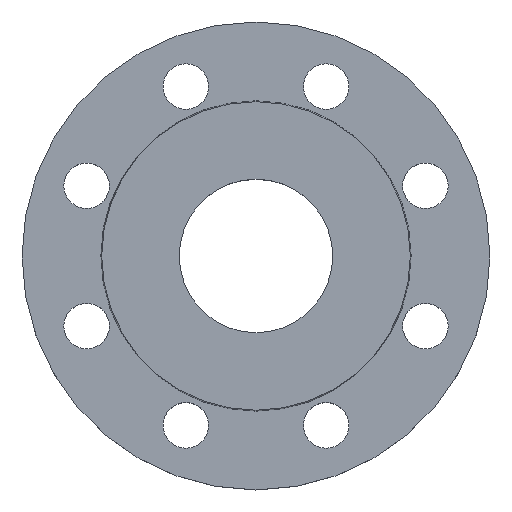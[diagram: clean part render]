
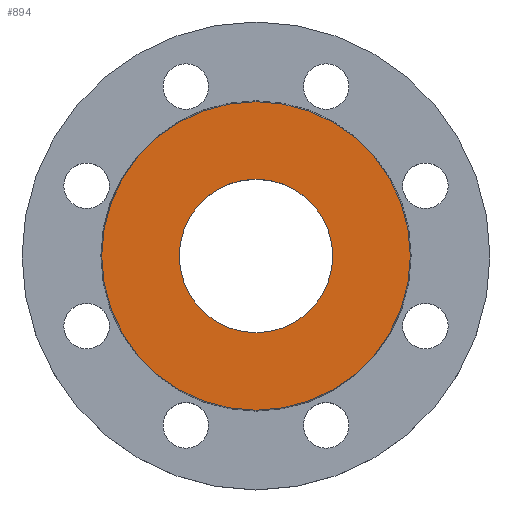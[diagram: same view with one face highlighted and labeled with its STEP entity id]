
A CAD part, top view. The second image highlights one B-rep face of the part: STEP entity #894.
In plain terms, the highlighted planar face has unit normal (0, 0, 1).
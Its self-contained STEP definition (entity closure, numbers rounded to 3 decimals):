
#14 = EDGE_LOOP ( 'NONE', ( #672, #673 ) ) ;
#21 = AXIS2_PLACEMENT_3D ( 'NONE', #171, #170, #169 ) ;
#169 = DIRECTION ( 'NONE',  ( 1., 0., 0. ) ) ;
#170 = DIRECTION ( 'NONE',  ( 0., 0., 1. ) ) ;
#171 = CARTESIAN_POINT ( 'NONE',  ( 0., 0., 0. ) ) ;
#192 = DIRECTION ( 'NONE',  ( 1., 0., 0. ) ) ;
#195 = DIRECTION ( 'NONE',  ( 0., 0., 1. ) ) ;
#198 = CARTESIAN_POINT ( 'NONE',  ( 0., 0., 0. ) ) ;
#199 = PLANE ( 'NONE',  #358 ) ;
#201 = FACE_OUTER_BOUND ( 'NONE', #811, .T. ) ;
#203 = FACE_BOUND ( 'NONE', #14, .T. ) ;
#239 = DIRECTION ( 'NONE',  ( -1., 0., 0. ) ) ;
#240 = DIRECTION ( 'NONE',  ( 0., 0., -1. ) ) ;
#241 = CARTESIAN_POINT ( 'NONE',  ( 0., 0., 0. ) ) ;
#291 = DIRECTION ( 'NONE',  ( 1., 0., 0. ) ) ;
#293 = DIRECTION ( 'NONE',  ( 0., 0., 1. ) ) ;
#295 = CARTESIAN_POINT ( 'NONE',  ( 0., 0., 0. ) ) ;
#318 = CARTESIAN_POINT ( 'NONE',  ( 30.335, 0., 0. ) ) ;
#342 = CIRCLE ( 'NONE', #21, 30.335 ) ;
#346 = CARTESIAN_POINT ( 'NONE',  ( 61., 0., 0. ) ) ;
#358 = AXIS2_PLACEMENT_3D ( 'NONE', #198, #195, #192 ) ;
#371 = EDGE_CURVE ( 'NONE', #574, #698, #441, .T. ) ;
#392 = CARTESIAN_POINT ( 'NONE',  ( -61., 0., 0. ) ) ;
#393 = CARTESIAN_POINT ( 'NONE',  ( -30.335, 0., 0. ) ) ;
#441 = CIRCLE ( 'NONE', #444, 61. ) ;
#444 = AXIS2_PLACEMENT_3D ( 'NONE', #472, #529, #474 ) ;
#472 = CARTESIAN_POINT ( 'NONE',  ( 0., 0., 0. ) ) ;
#474 = DIRECTION ( 'NONE',  ( -1., 0., 0. ) ) ;
#529 = DIRECTION ( 'NONE',  ( 0., 0., -1. ) ) ;
#572 = VERTEX_POINT ( 'NONE', #393 ) ;
#574 = VERTEX_POINT ( 'NONE', #392 ) ;
#611 = CIRCLE ( 'NONE', #629, 30.335 ) ;
#629 = AXIS2_PLACEMENT_3D ( 'NONE', #295, #293, #291 ) ;
#672 = ORIENTED_EDGE ( 'NONE', *, *, #771, .F. ) ;
#673 = ORIENTED_EDGE ( 'NONE', *, *, #937, .F. ) ;
#674 = ORIENTED_EDGE ( 'NONE', *, *, #371, .F. ) ;
#675 = ORIENTED_EDGE ( 'NONE', *, *, #826, .F. ) ;
#698 = VERTEX_POINT ( 'NONE', #346 ) ;
#744 = VERTEX_POINT ( 'NONE', #318 ) ;
#765 = AXIS2_PLACEMENT_3D ( 'NONE', #241, #240, #239 ) ;
#771 = EDGE_CURVE ( 'NONE', #744, #572, #611, .T. ) ;
#811 = EDGE_LOOP ( 'NONE', ( #674, #675 ) ) ;
#826 = EDGE_CURVE ( 'NONE', #698, #574, #840, .T. ) ;
#840 = CIRCLE ( 'NONE', #765, 61. ) ;
#894 = ADVANCED_FACE ( 'NONE', ( #203, #201 ), #199, .T. ) ;
#937 = EDGE_CURVE ( 'NONE', #572, #744, #342, .T. ) ;
